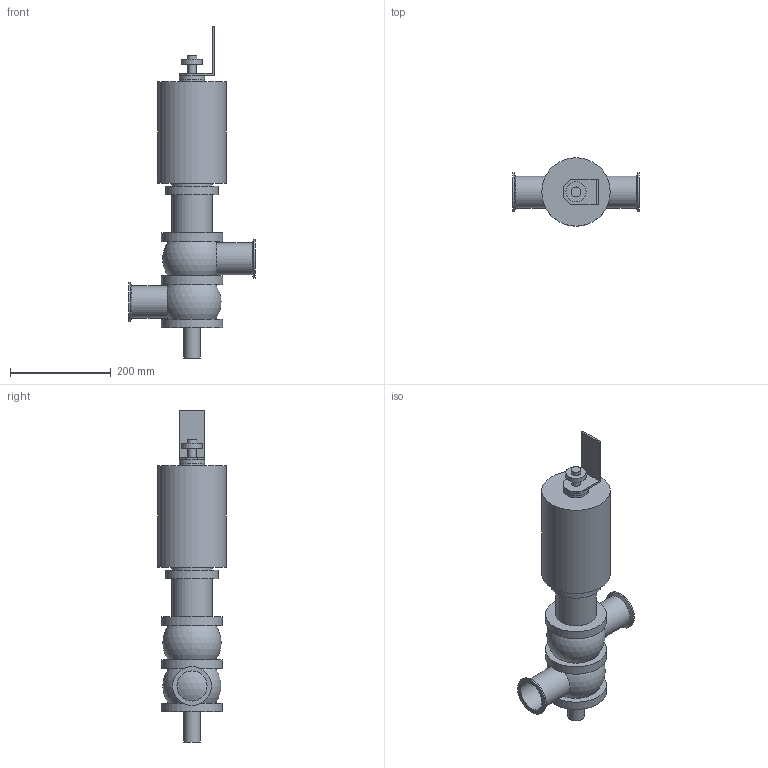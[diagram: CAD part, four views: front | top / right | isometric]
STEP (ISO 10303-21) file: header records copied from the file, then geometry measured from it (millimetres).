
FILE_DESCRIPTION(/* description */ (''),/* implementation_level */ '2;1');
FILE_NAME(/* name */ 'DUC2A_25.stp',/* time_stamp */ '2021-08-23T09:37:37+09:00',/* author */ ('m'),/* organization */ (''),/* preprocessor_version */ 'ST-DEVELOPER v18.1',/* originating_system */ 'Autodesk Inventor 2021',/* authorisation */ '');
FILE_SCHEMA (('AUTOMOTIVE_DESIGN { 1 0 10303 214 3 1 1 }'));
Length unit declared in the file: millimetre
Products named in the file (3): DUC2A_25; DUC2A13MJ000-1P(GR)-C-C--304-E9D-25; SQLS [SW=0]
Assembly tree (2 placements, depth 2):
  DUC2A_25
    DUC2A13MJ000-1P(GR)-C-C--304-E9D-25
    SQLS [SW=0]
Bounding box: 250 x 135.5 x 657.7 mm (x, y, z)
Volume: 5503479 mm3; surface area: 347795 mm2
Topology: 2 solids, 2 shells, 56 faces, 99 edges, 63 vertices
Faces by surface type: plane 30, cylinder 20, sphere 4, cone 2
Full cylindrical faces by diameter (mm): 16 x1, 19.5 x1, 26 x1, 32 x1, 40 x1, 50 x2, 59.5 x2, 63.5 x2, 77.5 x2, 80 x2, 105 x1, 121 x3, 135.5 x1
Entity records: 1476 total; most frequent: DIRECTION 271, CARTESIAN_POINT 223, ORIENTED_EDGE 198, AXIS2_PLACEMENT_3D 111, EDGE_CURVE 99, EDGE_LOOP 72, VERTEX_POINT 63, FACE_OUTER_BOUND 56
